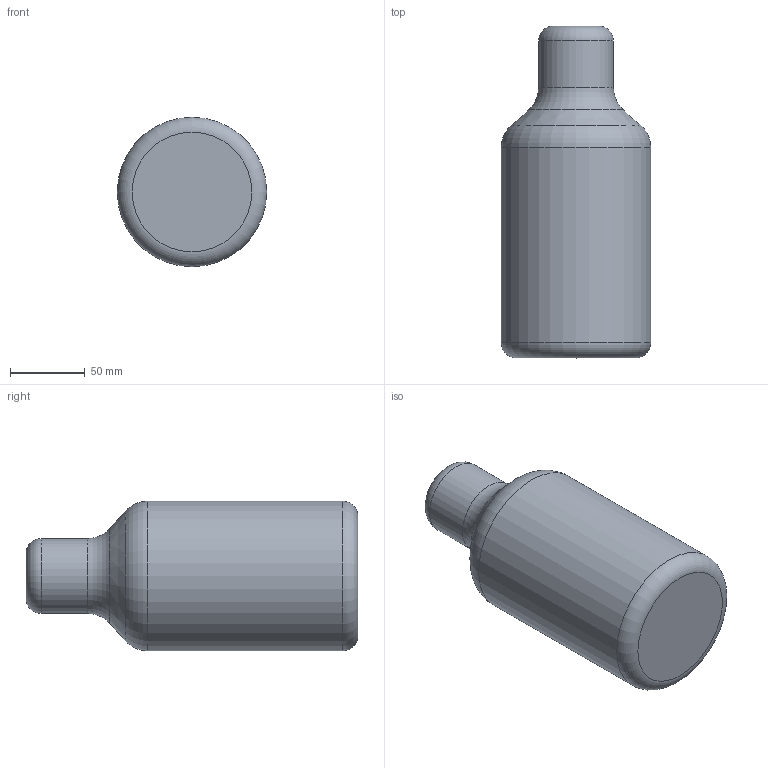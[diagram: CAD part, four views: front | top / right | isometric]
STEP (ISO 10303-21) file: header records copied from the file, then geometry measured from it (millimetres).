
FILE_DESCRIPTION(/* description */ (''),/* implementation_level */ '2;1');
FILE_NAME(/* name */ 'bottle v1.step',/* time_stamp */ '2020-02-11T19:14:33+01:00',/* author */ (''),/* organization */ (''),/* preprocessor_version */ 'ST-DEVELOPER v18',/* originating_system */ 'Autodesk Translation Framework v8.12.0.6',/* authorisation */ '');
FILE_SCHEMA (('AUTOMOTIVE_DESIGN { 1 0 10303 214 3 1 1 }'));
Length unit declared in the file: millimetre
Products named in the file (1): bottle
Bounding box: 99.8 x 221.52 x 99.8 mm (x, y, z)
Volume: 1356545.8 mm3; surface area: 69687.5 mm2
Topology: 1 solids, 1 shells, 9 faces, 23 edges, 16 vertices
Faces by surface type: torus 4, cylinder 2, plane 2, cone 1
Full cylindrical faces by diameter (mm): 50 x1, 99.8 x1
Entity records: 326 total; most frequent: DIRECTION 63, CARTESIAN_POINT 49, ORIENTED_EDGE 46, AXIS2_PLACEMENT_3D 30, EDGE_CURVE 23, CIRCLE 20, VERTEX_POINT 16, FACE_OUTER_BOUND 9
